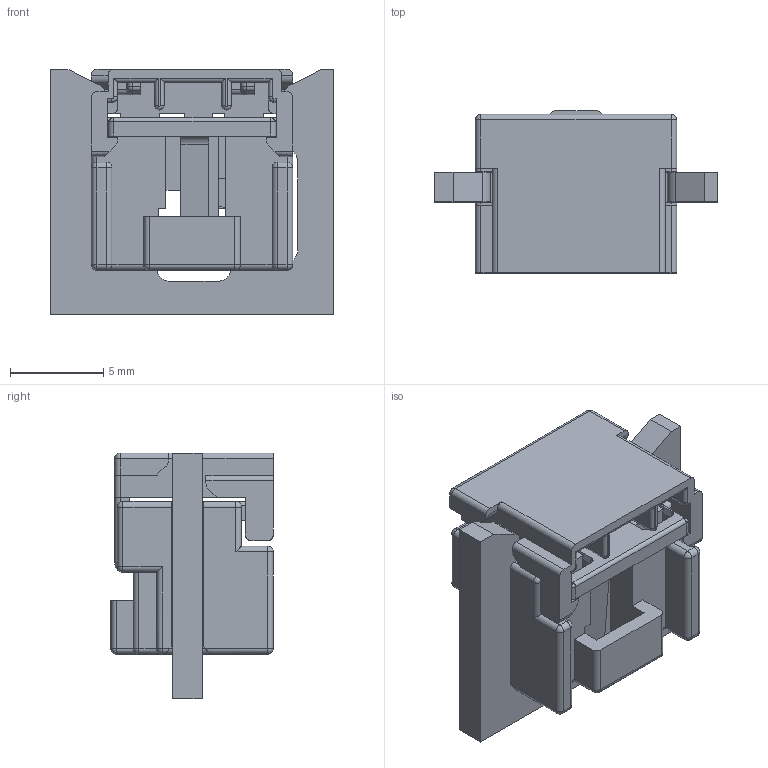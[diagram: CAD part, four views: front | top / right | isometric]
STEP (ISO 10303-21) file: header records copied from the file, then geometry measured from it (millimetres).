
FILE_DESCRIPTION (( 'STEP AP214' ), '1' );
FILE_NAME ('C_PCB_Slot_2F_V_HSG_Rev.A.STEP', '2022-03-07T03:59:06', ( 'jkhwang' ), ( '' ), 'SwSTEP 2.0', 'SolidWorks 2020', '' );
FILE_SCHEMA (( 'AUTOMOTIVE_DESIGN' ));
Length unit declared in the file: millimetre
Products named in the file (3): C_PCB_Slot_2F_V_HSG_Rev.A; PCB_Slot_2F_V_HSG_Rev.A_堅偌; PCB_Slot_2F_V_PCB_Rev.4
Assembly tree (2 placements, depth 2):
  C_PCB_Slot_2F_V_HSG_Rev.A
    PCB_Slot_2F_V_HSG_Rev.A_堅偌
    PCB_Slot_2F_V_PCB_Rev.4
Bounding box: 15.2 x 8.72 x 13.2 mm (x, y, z)
Volume: 695.6 mm3; surface area: 1554.2 mm2
Topology: 6 solids, 6 shells, 471 faces, 1260 edges, 773 vertices
Faces by surface type: plane 264, cylinder 163, sphere 31, torus 12, cone 1
Entity records: 14520 total; most frequent: CARTESIAN_POINT 2641, ORIENTED_EDGE 2462, DIRECTION 2411, EDGE_CURVE 1231, VECTOR 905, LINE 905, VERTEX_POINT 773, AXIS2_PLACEMENT_3D 753
